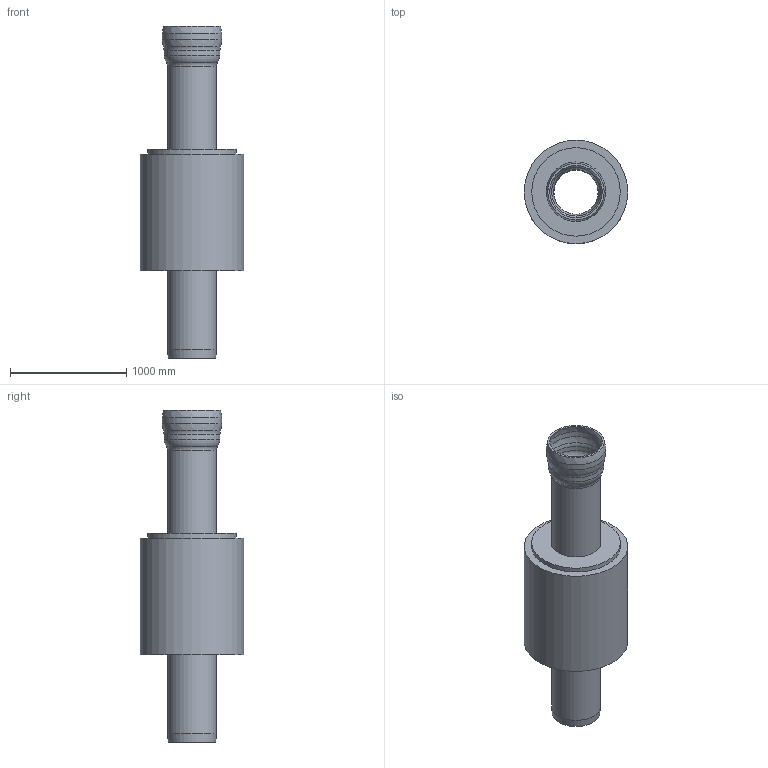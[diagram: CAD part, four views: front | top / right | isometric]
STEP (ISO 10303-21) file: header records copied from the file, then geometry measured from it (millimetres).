
FILE_DESCRIPTION(/* description */ (''),/* implementation_level */ '2;1');
FILE_NAME(/* name */ '08200.040X_3D.stp',/* time_stamp */ '2024-12-11T14:18:51+01:00',/* author */ ('CAD'),/* organization */ (''),/* preprocessor_version */ 'ST-DEVELOPER v20',/* originating_system */ 'AutoCAD Mechanical',/* authorisation */ '');
FILE_SCHEMA (('AUTOMOTIVE_DESIGN { 1 0 10303 214 3 1 1 }'));
Length unit declared in the file: centimetre
Products named in the file (2): Product; *S0
Assembly tree (1 placements, depth 2):
  Product
    *S0
Bounding box: 889 x 889 x 2850 mm (x, y, z)
Volume: 289434786 mm3; surface area: 13704667.6 mm2
Topology: 3 solids, 3 shells, 29 faces, 64 edges, 41 vertices
Faces by surface type: cylinder 9, torus 6, plane 6, bspline 5, cone 3
Full cylindrical faces by diameter (mm): 390 x1, 420 x1, 430 x1, 450 x1, 480 x1, 509.997 x1, 713 x1, 760 x1, 889 x1
Entity records: 1008 total; most frequent: CARTESIAN_POINT 267, DIRECTION 170, ORIENTED_EDGE 128, AXIS2_PLACEMENT_3D 79, EDGE_CURVE 64, CIRCLE 52, VERTEX_POINT 41, EDGE_LOOP 35
